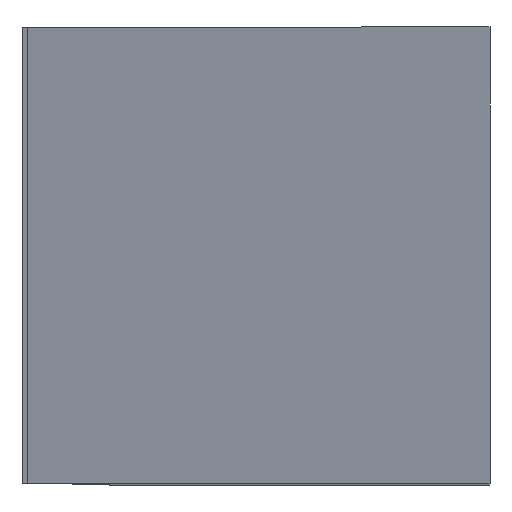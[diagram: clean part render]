
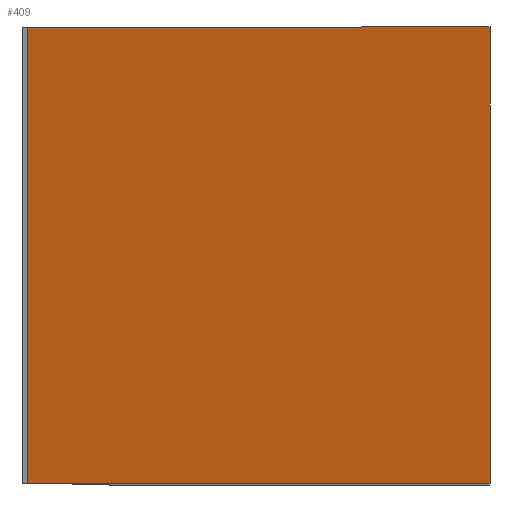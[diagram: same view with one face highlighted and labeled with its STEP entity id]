
A CAD part, top view. The second image highlights one B-rep face of the part: STEP entity #409.
In plain terms, the highlighted planar face has unit normal (-0.287, 0, 0.958).
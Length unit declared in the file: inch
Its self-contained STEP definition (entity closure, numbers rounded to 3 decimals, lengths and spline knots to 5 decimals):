
#25=PLANE('',#453);
#45=FACE_OUTER_BOUND('',#67,.T.);
#67=EDGE_LOOP('',(#322,#323,#324,#325));
#106=LINE('',#652,#151);
#107=LINE('',#655,#152);
#108=LINE('',#657,#153);
#109=LINE('',#658,#154);
#151=VECTOR('',#533,0.3937);
#152=VECTOR('',#536,0.3937);
#153=VECTOR('',#537,0.3937);
#154=VECTOR('',#538,0.3937);
#205=VERTEX_POINT('',#648);
#206=VERTEX_POINT('',#650);
#207=VERTEX_POINT('',#654);
#208=VERTEX_POINT('',#656);
#254=EDGE_CURVE('',#206,#205,#106,.T.);
#255=EDGE_CURVE('',#205,#207,#107,.T.);
#256=EDGE_CURVE('',#208,#206,#108,.T.);
#257=EDGE_CURVE('',#207,#208,#109,.T.);
#322=ORIENTED_EDGE('',*,*,#255,.F.);
#323=ORIENTED_EDGE('',*,*,#254,.F.);
#324=ORIENTED_EDGE('',*,*,#256,.F.);
#325=ORIENTED_EDGE('',*,*,#257,.F.);
#409=ADVANCED_FACE('',(#45),#25,.F.);
#453=AXIS2_PLACEMENT_3D('',#653,#534,#535);
#533=DIRECTION('',(0.,1.,0.));
#534=DIRECTION('center_axis',(0.287,0.,-0.958));
#535=DIRECTION('ref_axis',(-0.958,0.,-0.287));
#536=DIRECTION('',(0.958,0.,0.287));
#537=DIRECTION('',(-0.958,0.,-0.287));
#538=DIRECTION('',(0.,-1.,0.));
#648=CARTESIAN_POINT('',(-0.15186,0.15,0.28137));
#650=CARTESIAN_POINT('',(-0.15186,0.,0.28137));
#652=CARTESIAN_POINT('',(-0.15186,0.,0.28137));
#653=CARTESIAN_POINT('Origin',(0.0365,0.,0.33788));
#654=CARTESIAN_POINT('',(0.,0.15,0.32693));
#655=CARTESIAN_POINT('',(-0.04082,0.15,0.31468));
#656=CARTESIAN_POINT('',(0.,0.,0.32693));
#657=CARTESIAN_POINT('',(-0.04082,0.,0.31468));
#658=CARTESIAN_POINT('',(0.,0.,0.32693));
